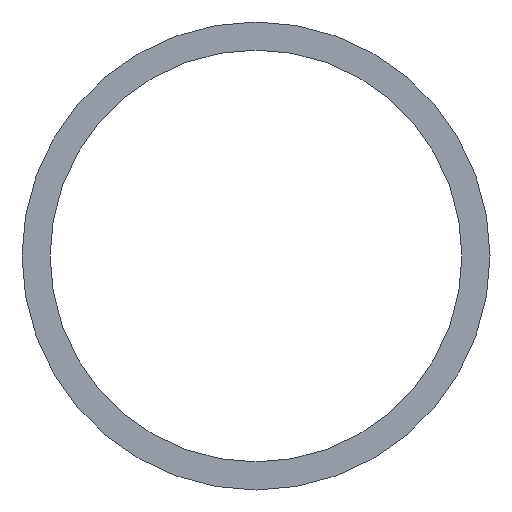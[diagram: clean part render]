
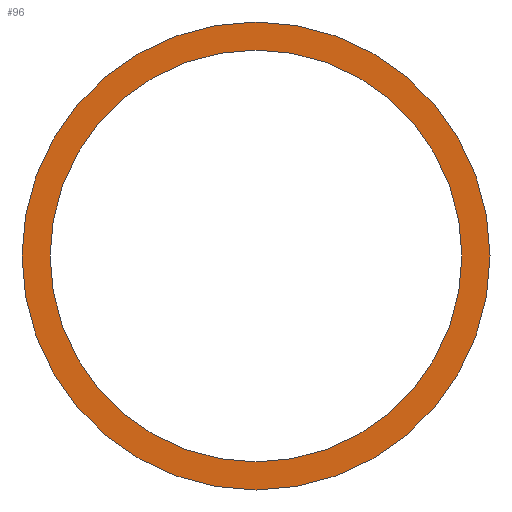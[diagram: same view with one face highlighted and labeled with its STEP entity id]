
A CAD part, front view. The second image highlights one B-rep face of the part: STEP entity #96.
In plain terms, the highlighted planar face has unit normal (0, -1, 0).
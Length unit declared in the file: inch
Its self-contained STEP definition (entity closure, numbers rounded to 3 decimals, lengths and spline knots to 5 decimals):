
#16 = ORIENTED_EDGE ( 'NONE', *, *, #162, .F. ) ;
#20 = CIRCLE ( 'NONE', #122, 0.24985 ) ;
#21 = FACE_BOUND ( 'NONE', #67, .T. ) ;
#26 = DIRECTION ( 'NONE',  ( 0., 1., 0. ) ) ;
#31 = FACE_OUTER_BOUND ( 'NONE', #38, .T. ) ;
#32 = DIRECTION ( 'NONE',  ( 0., 0., 1. ) ) ;
#34 = DIRECTION ( 'NONE',  ( 0., 1., 0. ) ) ;
#38 = EDGE_LOOP ( 'NONE', ( #134, #16 ) ) ;
#39 = CARTESIAN_POINT ( 'NONE',  ( 0., 0., 0. ) ) ;
#42 = VERTEX_POINT ( 'NONE', #120 ) ;
#44 = EDGE_CURVE ( 'NONE', #99, #86, #121, .T. ) ;
#48 = CARTESIAN_POINT ( 'NONE',  ( 0., 0., 0.24985 ) ) ;
#55 = CARTESIAN_POINT ( 'NONE',  ( 0., 0., -0.21985 ) ) ;
#61 = CIRCLE ( 'NONE', #209, 0.21985 ) ;
#62 = CARTESIAN_POINT ( 'NONE',  ( 0., 0., 0. ) ) ;
#66 = DIRECTION ( 'NONE',  ( 0., 0., 1. ) ) ;
#67 = EDGE_LOOP ( 'NONE', ( #188, #75 ) ) ;
#75 = ORIENTED_EDGE ( 'NONE', *, *, #44, .T. ) ;
#82 = DIRECTION ( 'NONE',  ( 0., 1., 0. ) ) ;
#86 = VERTEX_POINT ( 'NONE', #55 ) ;
#96 = ADVANCED_FACE ( 'NONE', ( #31, #21 ), #240, .F. ) ;
#99 = VERTEX_POINT ( 'NONE', #141 ) ;
#104 = EDGE_CURVE ( 'NONE', #42, #227, #20, .T. ) ;
#120 = CARTESIAN_POINT ( 'NONE',  ( 0., 0., -0.24985 ) ) ;
#121 = CIRCLE ( 'NONE', #143, 0.21985 ) ;
#122 = AXIS2_PLACEMENT_3D ( 'NONE', #39, #34, #32 ) ;
#129 = CARTESIAN_POINT ( 'NONE',  ( 0., 0., 0. ) ) ;
#130 = DIRECTION ( 'NONE',  ( 0., 0., 1. ) ) ;
#134 = ORIENTED_EDGE ( 'NONE', *, *, #104, .F. ) ;
#137 = AXIS2_PLACEMENT_3D ( 'NONE', #163, #82, #66 ) ;
#141 = CARTESIAN_POINT ( 'NONE',  ( 0., 0., 0.21985 ) ) ;
#143 = AXIS2_PLACEMENT_3D ( 'NONE', #62, #161, #249 ) ;
#148 = CIRCLE ( 'NONE', #223, 0.24985 ) ;
#153 = EDGE_CURVE ( 'NONE', #86, #99, #61, .T. ) ;
#158 = CARTESIAN_POINT ( 'NONE',  ( 0., 0., 0. ) ) ;
#161 = DIRECTION ( 'NONE',  ( 0., 1., 0. ) ) ;
#162 = EDGE_CURVE ( 'NONE', #227, #42, #148, .T. ) ;
#163 = CARTESIAN_POINT ( 'NONE',  ( 0., 0., 0. ) ) ;
#170 = DIRECTION ( 'NONE',  ( 0., 1., 0. ) ) ;
#188 = ORIENTED_EDGE ( 'NONE', *, *, #153, .T. ) ;
#205 = DIRECTION ( 'NONE',  ( 0., 0., 1. ) ) ;
#209 = AXIS2_PLACEMENT_3D ( 'NONE', #158, #26, #205 ) ;
#223 = AXIS2_PLACEMENT_3D ( 'NONE', #129, #170, #130 ) ;
#227 = VERTEX_POINT ( 'NONE', #48 ) ;
#240 = PLANE ( 'NONE',  #137 ) ;
#249 = DIRECTION ( 'NONE',  ( 0., 0., 1. ) ) ;
